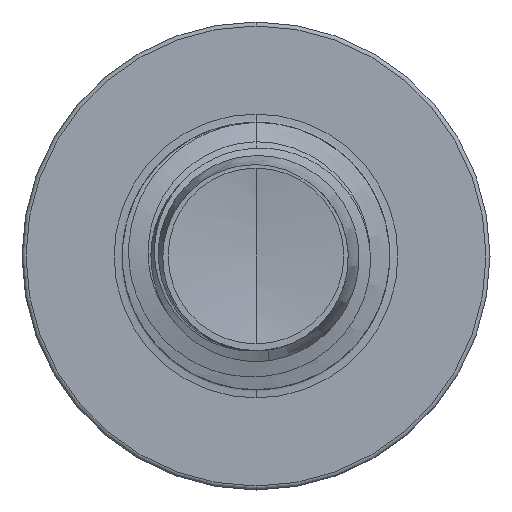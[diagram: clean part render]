
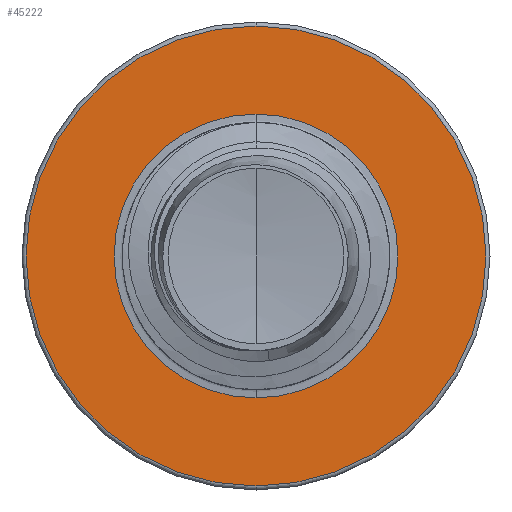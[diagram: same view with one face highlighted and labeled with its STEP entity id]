
A CAD part, front view. The second image highlights one B-rep face of the part: STEP entity #45222.
In plain terms, the highlighted planar face has unit normal (0, -1, 0).
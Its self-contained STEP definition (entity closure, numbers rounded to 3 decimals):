
#4602 = CARTESIAN_POINT ( 'NONE',  ( 0., 37.5, 0. ) ) ;
#5394 = EDGE_LOOP ( 'NONE', ( #45596, #41419 ) ) ;
#7748 = AXIS2_PLACEMENT_3D ( 'NONE', #52158, #25151, #56854 ) ;
#8964 = CARTESIAN_POINT ( 'NONE',  ( 0., 37.5, 5.16 ) ) ;
#9360 = AXIS2_PLACEMENT_3D ( 'NONE', #52429, #25451, #57163 ) ;
#9800 = DIRECTION ( 'NONE',  ( 0., 0., 1. ) ) ;
#9813 = CIRCLE ( 'NONE', #60204, 3.186 ) ;
#12052 = ORIENTED_EDGE ( 'NONE', *, *, #17166, .F. ) ;
#12972 = ORIENTED_EDGE ( 'NONE', *, *, #51053, .F. ) ;
#13722 = FACE_BOUND ( 'NONE', #5394, .T. ) ;
#14356 = DIRECTION ( 'NONE',  ( 0., 0., 1. ) ) ;
#15295 = DIRECTION ( 'NONE',  ( 0., 1., 0. ) ) ;
#17166 = EDGE_CURVE ( 'NONE', #24353, #17733, #55955, .T. ) ;
#17733 = VERTEX_POINT ( 'NONE', #58034 ) ;
#19779 = VERTEX_POINT ( 'NONE', #55050 ) ;
#21660 = AXIS2_PLACEMENT_3D ( 'NONE', #43172, #15295, #47694 ) ;
#24353 = VERTEX_POINT ( 'NONE', #8964 ) ;
#25151 = DIRECTION ( 'NONE',  ( 0., 1., 0. ) ) ;
#25451 = DIRECTION ( 'NONE',  ( 0., 1., 0. ) ) ;
#26173 = EDGE_LOOP ( 'NONE', ( #12052, #12972 ) ) ;
#28549 = CARTESIAN_POINT ( 'NONE',  ( 0., 37.5, 3.186 ) ) ;
#28835 = PLANE ( 'NONE',  #61956 ) ;
#29649 = CIRCLE ( 'NONE', #7748, 5.16 ) ;
#33394 = CARTESIAN_POINT ( 'NONE',  ( 0., 37.5, -3.186 ) ) ;
#36050 = EDGE_CURVE ( 'NONE', #19779, #51244, #9813, .T. ) ;
#38425 = DIRECTION ( 'NONE',  ( 0., 1., 0. ) ) ;
#41419 = ORIENTED_EDGE ( 'NONE', *, *, #36050, .T. ) ;
#42357 = DIRECTION ( 'NONE',  ( 0., 1., 0. ) ) ;
#43134 = EDGE_CURVE ( 'NONE', #51244, #19779, #54954, .T. ) ;
#43172 = CARTESIAN_POINT ( 'NONE',  ( 0., 37.5, 0. ) ) ;
#45222 = ADVANCED_FACE ( 'NONE', ( #50704, #13722 ), #28835, .F. ) ;
#45596 = ORIENTED_EDGE ( 'NONE', *, *, #43134, .T. ) ;
#47694 = DIRECTION ( 'NONE',  ( 0., 0., 1. ) ) ;
#50704 = FACE_OUTER_BOUND ( 'NONE', #26173, .T. ) ;
#51053 = EDGE_CURVE ( 'NONE', #17733, #24353, #29649, .T. ) ;
#51244 = VERTEX_POINT ( 'NONE', #28549 ) ;
#52158 = CARTESIAN_POINT ( 'NONE',  ( 0., 37.5, 0. ) ) ;
#52429 = CARTESIAN_POINT ( 'NONE',  ( 0., 37.5, 0. ) ) ;
#54954 = CIRCLE ( 'NONE', #21660, 3.186 ) ;
#55050 = CARTESIAN_POINT ( 'NONE',  ( 0., 37.5, -3.186 ) ) ;
#55955 = CIRCLE ( 'NONE', #9360, 5.16 ) ;
#56854 = DIRECTION ( 'NONE',  ( 0., 0., 1. ) ) ;
#57163 = DIRECTION ( 'NONE',  ( 0., 0., 1. ) ) ;
#58034 = CARTESIAN_POINT ( 'NONE',  ( 0., 37.5, -5.16 ) ) ;
#60204 = AXIS2_PLACEMENT_3D ( 'NONE', #4602, #38425, #9800 ) ;
#61956 = AXIS2_PLACEMENT_3D ( 'NONE', #33394, #42357, #14356 ) ;
